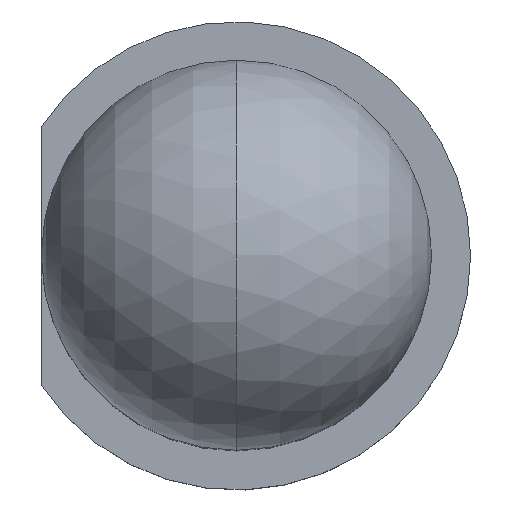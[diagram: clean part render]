
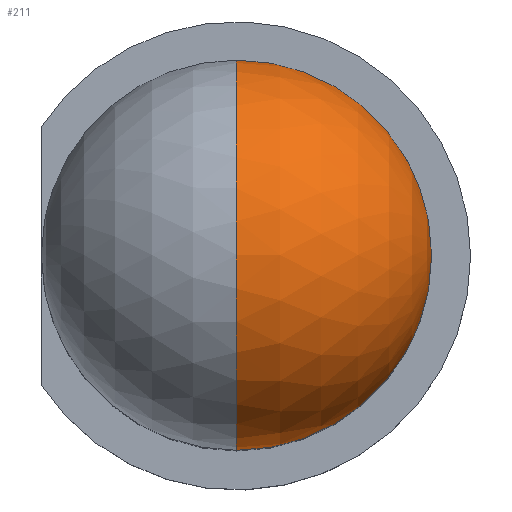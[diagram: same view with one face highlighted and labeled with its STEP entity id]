
A CAD part, top view. The second image highlights one B-rep face of the part: STEP entity #211.
In plain terms, the highlighted spherical face has radius 2.5 mm.
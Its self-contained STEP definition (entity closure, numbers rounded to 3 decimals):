
#8 = VERTEX_POINT ( 'NONE', #1029 ) ;
#38 = DIRECTION ( 'NONE',  ( 1., 0., 0. ) ) ;
#128 = CIRCLE ( 'NONE', #224, 2.5 ) ;
#154 = DIRECTION ( 'NONE',  ( 0., 1., 0. ) ) ;
#171 = VERTEX_POINT ( 'NONE', #1399 ) ;
#211 = ADVANCED_FACE ( 'NONE', ( #1049 ), #1187, .T. ) ;
#224 = AXIS2_PLACEMENT_3D ( 'NONE', #372, #909, #500 ) ;
#281 = EDGE_CURVE ( 'NONE', #514, #8, #745, .T. ) ;
#296 = AXIS2_PLACEMENT_3D ( 'NONE', #852, #38, #154 ) ;
#326 = EDGE_LOOP ( 'NONE', ( #1075, #993, #1260 ) ) ;
#372 = CARTESIAN_POINT ( 'NONE',  ( 0., 0., 6.3 ) ) ;
#389 = DIRECTION ( 'NONE',  ( 0., 1., 0. ) ) ;
#455 = AXIS2_PLACEMENT_3D ( 'NONE', #464, #577, #1258 ) ;
#464 = CARTESIAN_POINT ( 'NONE',  ( 0., 0., 6.3 ) ) ;
#500 = DIRECTION ( 'NONE',  ( 0., 1., 0. ) ) ;
#514 = VERTEX_POINT ( 'NONE', #519 ) ;
#519 = CARTESIAN_POINT ( 'NONE',  ( 0., 0., 8.8 ) ) ;
#577 = DIRECTION ( 'NONE',  ( -1., 0., 0. ) ) ;
#612 = EDGE_CURVE ( 'NONE', #171, #8, #128, .T. ) ;
#745 = CIRCLE ( 'NONE', #296, 2.5 ) ;
#852 = CARTESIAN_POINT ( 'NONE',  ( 0., 0., 6.3 ) ) ;
#868 = AXIS2_PLACEMENT_3D ( 'NONE', #1162, #1385, #389 ) ;
#909 = DIRECTION ( 'NONE',  ( 0., 0., -1. ) ) ;
#942 = EDGE_CURVE ( 'NONE', #514, #171, #1400, .T. ) ;
#993 = ORIENTED_EDGE ( 'NONE', *, *, #281, .T. ) ;
#1029 = CARTESIAN_POINT ( 'NONE',  ( 0., -2.5, 6.3 ) ) ;
#1049 = FACE_OUTER_BOUND ( 'NONE', #326, .T. ) ;
#1075 = ORIENTED_EDGE ( 'NONE', *, *, #942, .F. ) ;
#1162 = CARTESIAN_POINT ( 'NONE',  ( 0., 0., 6.3 ) ) ;
#1187 = SPHERICAL_SURFACE ( 'NONE', #868, 2.5 ) ;
#1258 = DIRECTION ( 'NONE',  ( 0., 0., 1. ) ) ;
#1260 = ORIENTED_EDGE ( 'NONE', *, *, #612, .F. ) ;
#1385 = DIRECTION ( 'NONE',  ( 1., 0., 0. ) ) ;
#1399 = CARTESIAN_POINT ( 'NONE',  ( 0., 2.5, 6.3 ) ) ;
#1400 = CIRCLE ( 'NONE', #455, 2.5 ) ;
